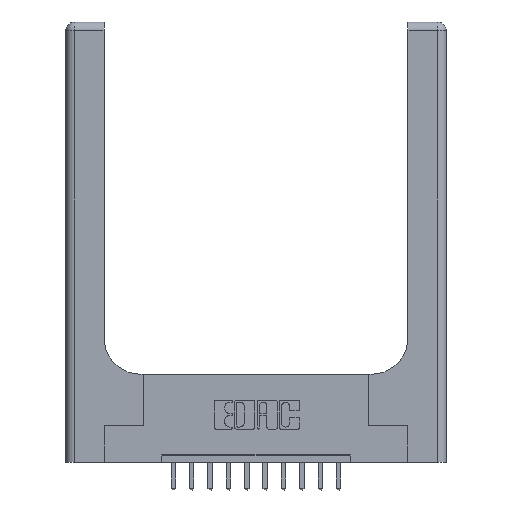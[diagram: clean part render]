
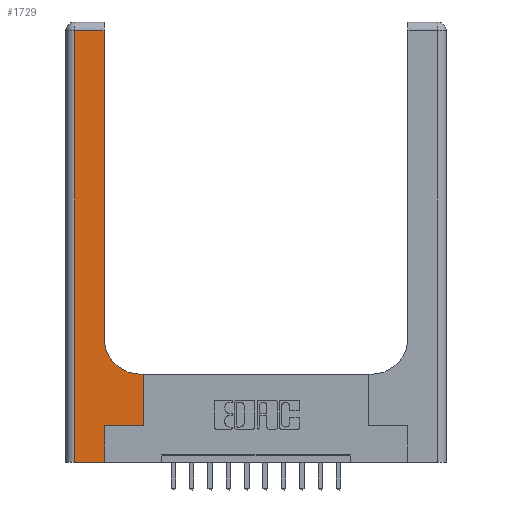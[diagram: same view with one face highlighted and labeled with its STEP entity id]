
A CAD part, top view. The second image highlights one B-rep face of the part: STEP entity #1729.
In plain terms, the highlighted planar face has unit normal (0, 0, 1).
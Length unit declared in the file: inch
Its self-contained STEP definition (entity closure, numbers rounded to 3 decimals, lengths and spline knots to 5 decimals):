
#50 = CARTESIAN_POINT ( 'NONE',  ( 0.51, 0.85, 0.37 ) ) ;
#369 = CARTESIAN_POINT ( 'NONE',  ( 0.265, 0.25, 0.37 ) ) ;
#446 = CARTESIAN_POINT ( 'NONE',  ( 0.528, 0.25, 0.37 ) ) ;
#463 = LINE ( 'NONE', #4470, #1911 ) ;
#721 = VERTEX_POINT ( 'NONE', #4645 ) ;
#797 = ORIENTED_EDGE ( 'NONE', *, *, #7029, .T. ) ;
#1334 = ORIENTED_EDGE ( 'NONE', *, *, #3530, .T. ) ;
#1447 = DIRECTION ( 'NONE',  ( 0., 1., 0. ) ) ;
#1729 = ADVANCED_FACE ( 'NONE', ( #15598 ), #3088, .F. ) ;
#1867 = DIRECTION ( 'NONE',  ( -1., 0., 0. ) ) ;
#1911 = VECTOR ( 'NONE', #8262, 39.37008 ) ;
#2418 = EDGE_CURVE ( 'NONE', #13227, #5195, #13193, .T. ) ;
#2758 = VECTOR ( 'NONE', #3497, 39.37008 ) ;
#3088 = PLANE ( 'NONE',  #11877 ) ;
#3138 = VERTEX_POINT ( 'NONE', #3896 ) ;
#3497 = DIRECTION ( 'NONE',  ( 0., 1., 0. ) ) ;
#3530 = EDGE_CURVE ( 'NONE', #3712, #13227, #14272, .T. ) ;
#3712 = VERTEX_POINT ( 'NONE', #8406 ) ;
#3896 = CARTESIAN_POINT ( 'NONE',  ( 0.265, 0., 0.37 ) ) ;
#4026 = EDGE_CURVE ( 'NONE', #14026, #12428, #16174, .T. ) ;
#4050 = VERTEX_POINT ( 'NONE', #14953 ) ;
#4071 = VECTOR ( 'NONE', #1447, 39.37008 ) ;
#4368 = DIRECTION ( 'NONE',  ( 0., 1., 0. ) ) ;
#4378 = DIRECTION ( 'NONE',  ( 1., 0., 0. ) ) ;
#4470 = CARTESIAN_POINT ( 'NONE',  ( 0., 0., 0.37 ) ) ;
#4645 = CARTESIAN_POINT ( 'NONE',  ( 0.06, 0., 0.37 ) ) ;
#4954 = DIRECTION ( 'NONE',  ( 0., 0., -1. ) ) ;
#5195 = VERTEX_POINT ( 'NONE', #10038 ) ;
#5516 = ORIENTED_EDGE ( 'NONE', *, *, #2418, .T. ) ;
#6204 = EDGE_CURVE ( 'NONE', #721, #3138, #463, .T. ) ;
#7029 = EDGE_CURVE ( 'NONE', #10293, #721, #9353, .T. ) ;
#7121 = CARTESIAN_POINT ( 'NONE',  ( 0.26, 3., 0.37 ) ) ;
#7570 = VECTOR ( 'NONE', #13830, 39.37008 ) ;
#7614 = CARTESIAN_POINT ( 'NONE',  ( 0.265, 0., 0.37 ) ) ;
#8113 = EDGE_LOOP ( 'NONE', ( #10661, #9975, #797, #12168, #11076, #11036, #1334, #5516, #15837 ) ) ;
#8115 = CARTESIAN_POINT ( 'NONE',  ( 0., 3., 0.37 ) ) ;
#8176 = LINE ( 'NONE', #369, #10951 ) ;
#8262 = DIRECTION ( 'NONE',  ( 1., 0., 0. ) ) ;
#8406 = CARTESIAN_POINT ( 'NONE',  ( 0.528, 0.25, 0.37 ) ) ;
#8564 = EDGE_CURVE ( 'NONE', #3138, #4050, #9249, .T. ) ;
#8854 = CARTESIAN_POINT ( 'NONE',  ( 0., 2.94, 0.37 ) ) ;
#9074 = EDGE_CURVE ( 'NONE', #4050, #3712, #8176, .T. ) ;
#9128 = AXIS2_PLACEMENT_3D ( 'NONE', #50, #4954, #10079 ) ;
#9249 = LINE ( 'NONE', #7614, #4071 ) ;
#9353 = LINE ( 'NONE', #14646, #12257 ) ;
#9438 = DIRECTION ( 'NONE',  ( 0., -1., 0. ) ) ;
#9794 = EDGE_CURVE ( 'NONE', #12428, #10293, #11436, .T. ) ;
#9975 = ORIENTED_EDGE ( 'NONE', *, *, #9794, .T. ) ;
#10038 = CARTESIAN_POINT ( 'NONE',  ( 0.51, 0.6, 0.37 ) ) ;
#10079 = DIRECTION ( 'NONE',  ( 1., 0., 0. ) ) ;
#10177 = EDGE_CURVE ( 'NONE', #5195, #14026, #14924, .T. ) ;
#10293 = VERTEX_POINT ( 'NONE', #11749 ) ;
#10361 = VECTOR ( 'NONE', #4368, 39.37008 ) ;
#10661 = ORIENTED_EDGE ( 'NONE', *, *, #4026, .T. ) ;
#10925 = CARTESIAN_POINT ( 'NONE',  ( 0.26, 2.94, 0.37 ) ) ;
#10951 = VECTOR ( 'NONE', #4378, 39.37008 ) ;
#11036 = ORIENTED_EDGE ( 'NONE', *, *, #9074, .T. ) ;
#11076 = ORIENTED_EDGE ( 'NONE', *, *, #8564, .T. ) ;
#11436 = LINE ( 'NONE', #8854, #7570 ) ;
#11749 = CARTESIAN_POINT ( 'NONE',  ( 0.06, 2.94, 0.37 ) ) ;
#11877 = AXIS2_PLACEMENT_3D ( 'NONE', #8115, #13168, #1867 ) ;
#12137 = VECTOR ( 'NONE', #14334, 39.37008 ) ;
#12168 = ORIENTED_EDGE ( 'NONE', *, *, #6204, .T. ) ;
#12185 = CARTESIAN_POINT ( 'NONE',  ( 0.528, 0.6, 0.37 ) ) ;
#12257 = VECTOR ( 'NONE', #9438, 39.37008 ) ;
#12428 = VERTEX_POINT ( 'NONE', #10925 ) ;
#13168 = DIRECTION ( 'NONE',  ( 0., 0., -1. ) ) ;
#13193 = LINE ( 'NONE', #15544, #12137 ) ;
#13227 = VERTEX_POINT ( 'NONE', #12185 ) ;
#13830 = DIRECTION ( 'NONE',  ( -1., 0., 0. ) ) ;
#14026 = VERTEX_POINT ( 'NONE', #16054 ) ;
#14272 = LINE ( 'NONE', #446, #10361 ) ;
#14334 = DIRECTION ( 'NONE',  ( -1., 0., 0. ) ) ;
#14646 = CARTESIAN_POINT ( 'NONE',  ( 0.06, 3., 0.37 ) ) ;
#14924 = CIRCLE ( 'NONE', #9128, 0.25 ) ;
#14953 = CARTESIAN_POINT ( 'NONE',  ( 0.265, 0.25, 0.37 ) ) ;
#15544 = CARTESIAN_POINT ( 'NONE',  ( 0.26, 0.6, 0.37 ) ) ;
#15598 = FACE_OUTER_BOUND ( 'NONE', #8113, .T. ) ;
#15837 = ORIENTED_EDGE ( 'NONE', *, *, #10177, .T. ) ;
#16054 = CARTESIAN_POINT ( 'NONE',  ( 0.26, 0.85, 0.37 ) ) ;
#16174 = LINE ( 'NONE', #7121, #2758 ) ;
